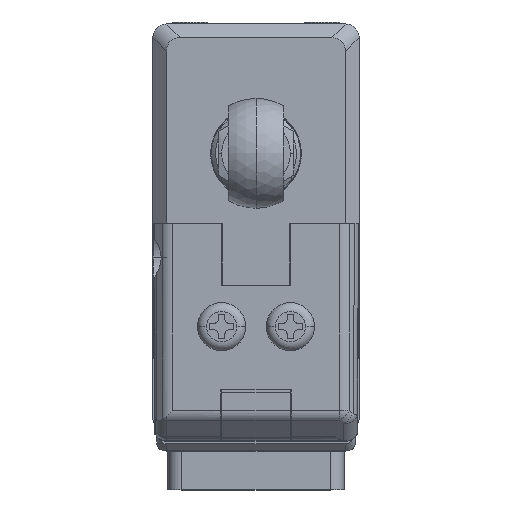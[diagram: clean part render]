
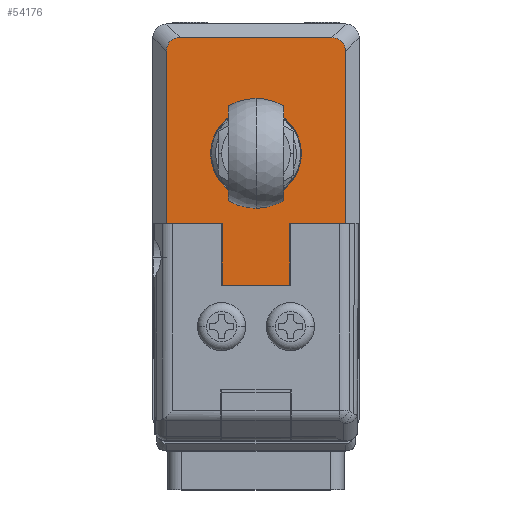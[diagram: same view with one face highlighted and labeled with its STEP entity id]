
A CAD part, top view. The second image highlights one B-rep face of the part: STEP entity #54176.
In plain terms, the highlighted planar face has unit normal (0, 0, 1).
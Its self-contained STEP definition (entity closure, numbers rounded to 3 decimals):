
#1285 = CARTESIAN_POINT ( 'NONE',  ( 5.01, -6.5, 22. ) ) ;
#2661 = EDGE_CURVE ( 'NONE', #37499, #42566, #54755, .T. ) ;
#2805 = CARTESIAN_POINT ( 'NONE',  ( -2.42, 0., 22. ) ) ;
#3760 = CARTESIAN_POINT ( 'NONE',  ( -2.42, 0., 22. ) ) ;
#3806 = CARTESIAN_POINT ( 'NONE',  ( -7.5, 2.45, 22. ) ) ;
#4025 = CARTESIAN_POINT ( 'NONE',  ( 5.01, 6.5, 22. ) ) ;
#4316 = CARTESIAN_POINT ( 'NONE',  ( 5.638, -6.5, 22. ) ) ;
#4704 = VECTOR ( 'NONE', #12585, 1000. ) ;
#4797 = LINE ( 'NONE', #43055, #4704 ) ;
#5203 = CARTESIAN_POINT ( 'NONE',  ( 5.01, 6.5, 22. ) ) ;
#5402 = EDGE_CURVE ( 'NONE', #30724, #22086, #48602, .T. ) ;
#5529 = CARTESIAN_POINT ( 'NONE',  ( -12., -2.45, 22. ) ) ;
#6394 = ORIENTED_EDGE ( 'NONE', *, *, #11391, .F. ) ;
#6740 = FACE_OUTER_BOUND ( 'NONE', #10108, .T. ) ;
#6781 = CARTESIAN_POINT ( 'NONE',  ( -7.5, 7.5, 22. ) ) ;
#6873 = VERTEX_POINT ( 'NONE', #39434 ) ;
#7003 = VECTOR ( 'NONE', #7099, 1000. ) ;
#7099 = DIRECTION ( 'NONE',  ( 0., 1., 0. ) ) ;
#7583 = ORIENTED_EDGE ( 'NONE', *, *, #29258, .F. ) ;
#7596 = AXIS2_PLACEMENT_3D ( 'NONE', #3760, #13788, #42020 ) ;
#9028 = CARTESIAN_POINT ( 'NONE',  ( 5.638, 6.5, 22. ) ) ;
#9161 = CARTESIAN_POINT ( 'NONE',  ( -7.5, 7.5, 22. ) ) ;
#9796 = LINE ( 'NONE', #9161, #44794 ) ;
#10108 = EDGE_LOOP ( 'NONE', ( #45612, #45563, #20394, #31154, #58255, #20749, #7583, #38954, #46297, #61739 ) ) ;
#11391 = EDGE_CURVE ( 'NONE', #22086, #30724, #50260, .T. ) ;
#11651 = VECTOR ( 'NONE', #31790, 1000. ) ;
#12270 = VERTEX_POINT ( 'NONE', #5203 ) ;
#12311 = LINE ( 'NONE', #55587, #50047 ) ;
#12585 = DIRECTION ( 'NONE',  ( -1., 0., 0. ) ) ;
#12745 = VERTEX_POINT ( 'NONE', #5529 ) ;
#12954 = CARTESIAN_POINT ( 'NONE',  ( -7.5, -2.45, 22. ) ) ;
#13122 = VERTEX_POINT ( 'NONE', #17096 ) ;
#13391 = VECTOR ( 'NONE', #36620, 1000. ) ;
#13788 = DIRECTION ( 'NONE',  ( 0., 0., 1. ) ) ;
#13866 = CARTESIAN_POINT ( 'NONE',  ( -7.2, 2.45, 22. ) ) ;
#14183 = DIRECTION ( 'NONE',  ( -1., 0., 0. ) ) ;
#15400 = EDGE_LOOP ( 'NONE', ( #46816, #6394 ) ) ;
#15834 = EDGE_CURVE ( 'NONE', #13122, #37499, #12311, .T. ) ;
#17096 = CARTESIAN_POINT ( 'NONE',  ( -7.5, -6.5, 22. ) ) ;
#17757 = LINE ( 'NONE', #60472, #13391 ) ;
#18734 = EDGE_CURVE ( 'NONE', #39597, #6873, #37698, .T. ) ;
#19843 = PLANE ( 'NONE',  #38468 ) ;
#19925 = CARTESIAN_POINT ( 'NONE',  ( 6., 7.5, 22. ) ) ;
#20394 = ORIENTED_EDGE ( 'NONE', *, *, #28874, .T. ) ;
#20749 = ORIENTED_EDGE ( 'NONE', *, *, #42413, .F. ) ;
#21310 = VERTEX_POINT ( 'NONE', #25571 ) ;
#22086 = VERTEX_POINT ( 'NONE', #30217 ) ;
#23160 = AXIS2_PLACEMENT_3D ( 'NONE', #2805, #26366, #50792 ) ;
#24530 = DIRECTION ( 'NONE',  ( 0., 1., 0. ) ) ;
#25571 = CARTESIAN_POINT ( 'NONE',  ( -7.5, 6.5, 22. ) ) ;
#25653 = EDGE_CURVE ( 'NONE', #42566, #56309, #30014, .T. ) ;
#26366 = DIRECTION ( 'NONE',  ( 0., 0., 1. ) ) ;
#26438 = CARTESIAN_POINT ( 'NONE',  ( 6., -5.51, 22. ) ) ;
#27845 = CARTESIAN_POINT ( 'NONE',  ( 6., 5.51, 22. ) ) ;
#28874 = EDGE_CURVE ( 'NONE', #12270, #21310, #4797, .T. ) ;
#29258 = EDGE_CURVE ( 'NONE', #31191, #12745, #34189, .T. ) ;
#29995 = EDGE_CURVE ( 'NONE', #56309, #12270, #36733, .T. ) ;
#30014 = LINE ( 'NONE', #19925, #11651 ) ;
#30217 = CARTESIAN_POINT ( 'NONE',  ( -5.72, 0., 22. ) ) ;
#30724 = VERTEX_POINT ( 'NONE', #51917 ) ;
#31154 = ORIENTED_EDGE ( 'NONE', *, *, #31781, .F. ) ;
#31191 = VERTEX_POINT ( 'NONE', #12954 ) ;
#31781 = EDGE_CURVE ( 'NONE', #39597, #21310, #50641, .T. ) ;
#31790 = DIRECTION ( 'NONE',  ( 0., 1., 0. ) ) ;
#32602 = CARTESIAN_POINT ( 'NONE',  ( 6., 6.138, 22. ) ) ;
#34189 = LINE ( 'NONE', #48874, #47769 ) ;
#36620 = DIRECTION ( 'NONE',  ( 0., 1., 0. ) ) ;
#36733 =( BOUNDED_CURVE ( )  B_SPLINE_CURVE ( 3, ( #27845, #32602, #9028, #4025 ),
 .UNSPECIFIED., .F., .F. ) 
 B_SPLINE_CURVE_WITH_KNOTS ( ( 4, 4 ),
 ( 5.76, 6.807 ),
 .UNSPECIFIED. ) 
 CURVE ( )  GEOMETRIC_REPRESENTATION_ITEM ( )  RATIONAL_B_SPLINE_CURVE ( ( 1., 0.911, 0.911, 1. ) ) 
 REPRESENTATION_ITEM ( '' )  );
#37499 = VERTEX_POINT ( 'NONE', #1285 ) ;
#37698 = LINE ( 'NONE', #13866, #60182 ) ;
#38468 = AXIS2_PLACEMENT_3D ( 'NONE', #53802, #38686, #57844 ) ;
#38532 = DIRECTION ( 'NONE',  ( -1., 0., 0. ) ) ;
#38686 = DIRECTION ( 'NONE',  ( 0., 0., 1. ) ) ;
#38954 = ORIENTED_EDGE ( 'NONE', *, *, #48093, .F. ) ;
#39337 = CARTESIAN_POINT ( 'NONE',  ( 6., 5.51, 22. ) ) ;
#39434 = CARTESIAN_POINT ( 'NONE',  ( -12., 2.45, 22. ) ) ;
#39597 = VERTEX_POINT ( 'NONE', #3806 ) ;
#42020 = DIRECTION ( 'NONE',  ( 1., 0., 0. ) ) ;
#42269 = CARTESIAN_POINT ( 'NONE',  ( 6., -5.51, 22. ) ) ;
#42413 = EDGE_CURVE ( 'NONE', #12745, #6873, #17757, .T. ) ;
#42566 = VERTEX_POINT ( 'NONE', #26438 ) ;
#43055 = CARTESIAN_POINT ( 'NONE',  ( -7.5, 6.5, 22. ) ) ;
#43174 = CARTESIAN_POINT ( 'NONE',  ( 6., -6.138, 22. ) ) ;
#44794 = VECTOR ( 'NONE', #24530, 1000. ) ;
#45563 = ORIENTED_EDGE ( 'NONE', *, *, #29995, .T. ) ;
#45612 = ORIENTED_EDGE ( 'NONE', *, *, #25653, .T. ) ;
#46297 = ORIENTED_EDGE ( 'NONE', *, *, #15834, .T. ) ;
#46726 = DIRECTION ( 'NONE',  ( 1., 0., 0. ) ) ;
#46816 = ORIENTED_EDGE ( 'NONE', *, *, #5402, .F. ) ;
#47245 = CARTESIAN_POINT ( 'NONE',  ( 5.01, -6.5, 22. ) ) ;
#47769 = VECTOR ( 'NONE', #38532, 1000. ) ;
#48093 = EDGE_CURVE ( 'NONE', #13122, #31191, #9796, .T. ) ;
#48602 = CIRCLE ( 'NONE', #7596, 3.3 ) ;
#48874 = CARTESIAN_POINT ( 'NONE',  ( -7.2, -2.45, 22. ) ) ;
#50047 = VECTOR ( 'NONE', #46726, 1000. ) ;
#50260 = CIRCLE ( 'NONE', #23160, 3.3 ) ;
#50641 = LINE ( 'NONE', #6781, #7003 ) ;
#50792 = DIRECTION ( 'NONE',  ( 1., 0., 0. ) ) ;
#51917 = CARTESIAN_POINT ( 'NONE',  ( 0.88, 0., 22. ) ) ;
#53802 = CARTESIAN_POINT ( 'NONE',  ( -7.5, -7.5, 22. ) ) ;
#54128 = FACE_BOUND ( 'NONE', #15400, .T. ) ;
#54176 = ADVANCED_FACE ( 'NONE', ( #54128, #6740 ), #19843, .T. ) ;
#54755 =( BOUNDED_CURVE ( )  B_SPLINE_CURVE ( 3, ( #47245, #4316, #43174, #42269 ),
 .UNSPECIFIED., .F., .F. ) 
 B_SPLINE_CURVE_WITH_KNOTS ( ( 4, 4 ),
 ( 5.76, 6.807 ),
 .UNSPECIFIED. ) 
 CURVE ( )  GEOMETRIC_REPRESENTATION_ITEM ( )  RATIONAL_B_SPLINE_CURVE ( ( 1., 0.911, 0.911, 1. ) ) 
 REPRESENTATION_ITEM ( '' )  );
#55587 = CARTESIAN_POINT ( 'NONE',  ( 7., -6.5, 22. ) ) ;
#56309 = VERTEX_POINT ( 'NONE', #39337 ) ;
#57844 = DIRECTION ( 'NONE',  ( 1., 0., 0. ) ) ;
#58255 = ORIENTED_EDGE ( 'NONE', *, *, #18734, .T. ) ;
#60182 = VECTOR ( 'NONE', #14183, 1000. ) ;
#60472 = CARTESIAN_POINT ( 'NONE',  ( -12., 2.45, 22. ) ) ;
#61739 = ORIENTED_EDGE ( 'NONE', *, *, #2661, .T. ) ;
